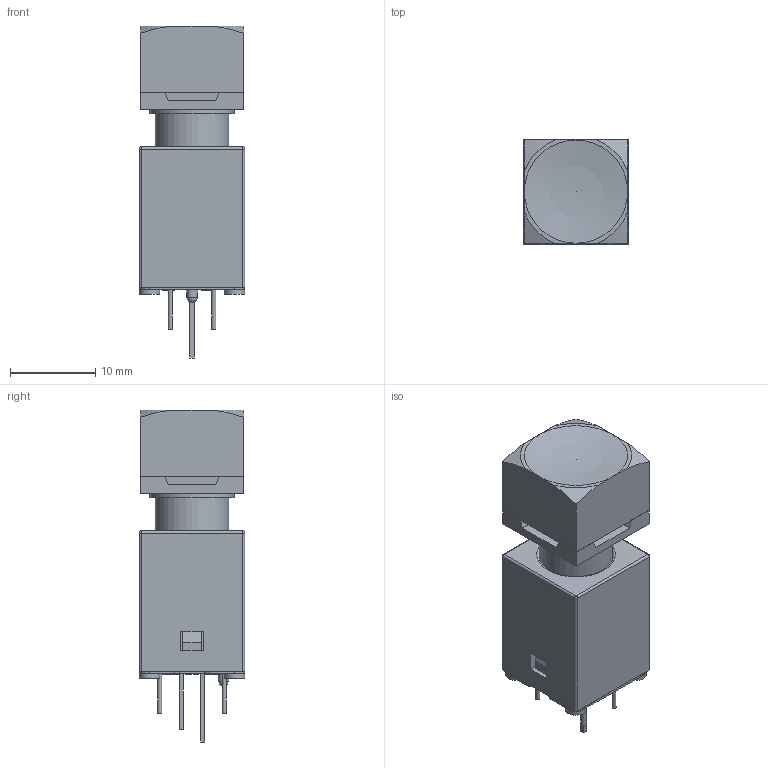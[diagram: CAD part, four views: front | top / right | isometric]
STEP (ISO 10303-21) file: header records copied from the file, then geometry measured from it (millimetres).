
FILE_DESCRIPTION((' '),'2;1');
FILE_NAME('LP16OA1ASxxx.stp','2017-07-19T15:41:57',(' '),(' '),' ','ACIS',' ');
FILE_SCHEMA(('CONFIG_CONTROL_DESIGN'));
Length unit declared in the file: inch
Products named in the file (1): LP16OA1ASxxx.stp
Bounding box: 12.4 x 12.4 x 39 mm (x, y, z)
Volume: 2151.6 mm3; surface area: 4362.4 mm2
Topology: 1 solids, 1 shells, 319 faces, 927 edges, 602 vertices
Faces by surface type: plane 222, cylinder 51, bspline 35, sphere 10, torus 1
Full cylindrical faces by diameter (mm): 0.5 x4, 1.2 x1, 2.4 x4, 7 x1, 7.3 x1, 8.65 x1, 8.7 x1, 9.9 x1, 10 x1
Entity records: 10851 total; most frequent: CARTESIAN_POINT 2571, ORIENTED_EDGE 1794, DIRECTION 1508, EDGE_CURVE 897, VECTOR 704, LINE 704, VERTEX_POINT 591, AXIS2_PLACEMENT_3D 402
